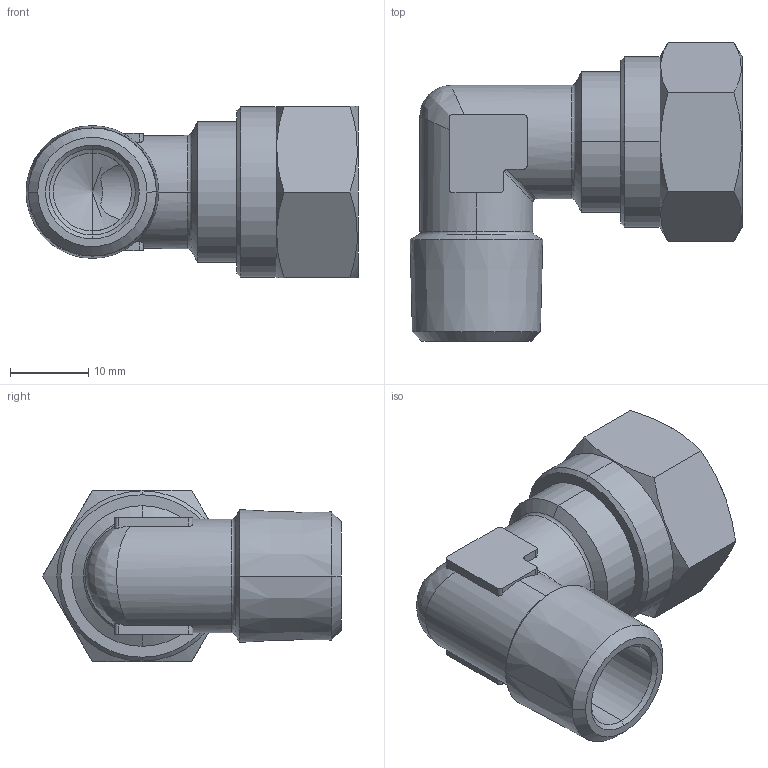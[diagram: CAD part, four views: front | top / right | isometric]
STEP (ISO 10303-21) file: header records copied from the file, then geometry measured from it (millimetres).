
FILE_DESCRIPTION (( 'STEP AP203' ), '1' );
FILE_NAME ('03060063.STEP', '2011-10-31T10:34:39', ( '' ), ( 'sopra-pneumatic' ), 'SwSTEP 2.0', 'SolidWorks 2011', '' );
FILE_SCHEMA (( 'CONFIG_CONTROL_DESIGN' ));
Length unit declared in the file: millimetre
Products named in the file (1): 03060063
Bounding box: 42.51 x 38.2 x 22 mm (x, y, z)
Volume: 9223.6 mm3; surface area: 5952.9 mm2
Topology: 1 solids, 1 shells, 84 faces, 213 edges, 131 vertices
Faces by surface type: cylinder 32, plane 24, cone 22, torus 4, bspline 2
Entity records: 2938 total; most frequent: CARTESIAN_POINT 897, ORIENTED_EDGE 422, DIRECTION 404, EDGE_CURVE 211, AXIS2_PLACEMENT_3D 156, VERTEX_POINT 131, VECTOR 92, LINE 92
